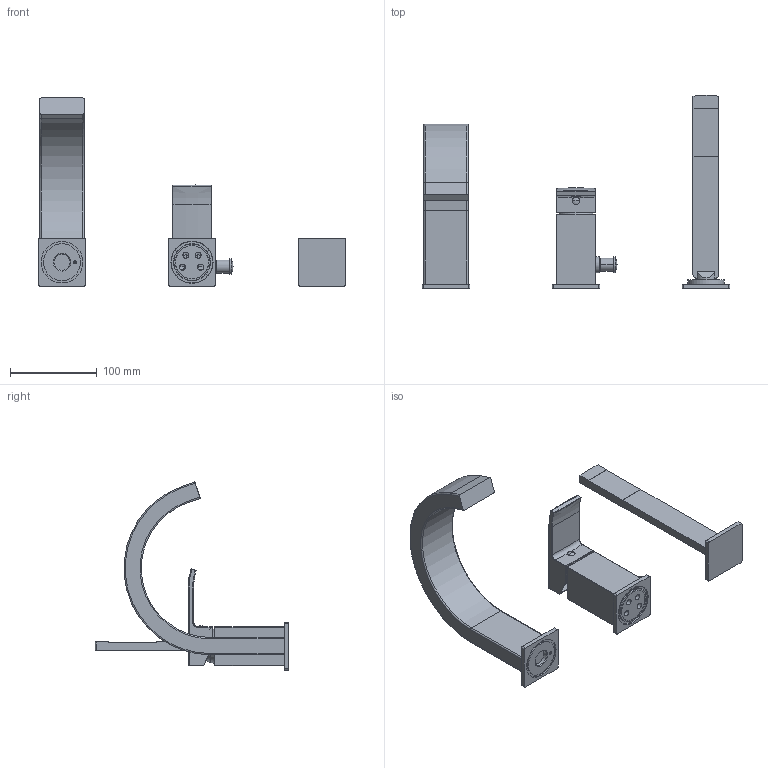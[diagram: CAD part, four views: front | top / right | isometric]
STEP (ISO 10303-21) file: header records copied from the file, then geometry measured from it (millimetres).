
FILE_DESCRIPTION((''),'2;1');
FILE_NAME('EL040CR','2021-01-13T17:21:52',('ut3'),('PAFFONI SpA'),'CREO PARAMETRIC BY PTC INC, 2020044','CREO PARAMETRIC BY PTC INC, 2020044','');
FILE_SCHEMA(('CONFIG_CONTROL_DESIGN','SHAPE_APPEARANCE_LAYERS_GROUPS'));
Length unit declared in the file: millimetre
Products named in the file (1): EL040CR
Bounding box: 355 x 222.89 x 216.96 mm (x, y, z)
Volume: 632786.9 mm3; surface area: 139505.8 mm2
Topology: 3 solids, 3 shells, 349 faces, 834 edges, 513 vertices
Faces by surface type: cylinder 148, plane 112, cone 33, torus 29, sphere 14, bspline 13
Entity records: 14519 total; most frequent: CARTESIAN_POINT 3754, DIRECTION 1766, ORIENTED_EDGE 1644, EDGE_CURVE 822, AXIS2_PLACEMENT_3D 692, VERTEX_POINT 513, EDGE_LOOP 393, VECTOR 382
